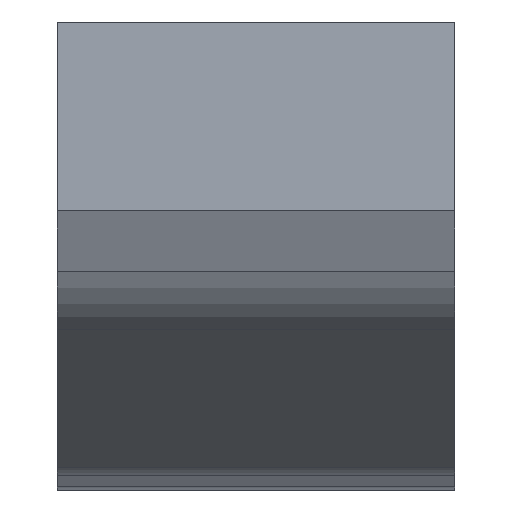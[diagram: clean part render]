
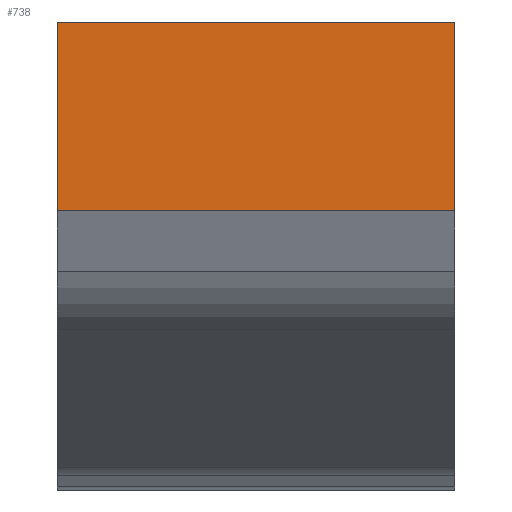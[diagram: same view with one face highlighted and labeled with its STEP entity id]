
A CAD part, front view. The second image highlights one B-rep face of the part: STEP entity #738.
In plain terms, the highlighted planar face has unit normal (0, -1, 0).
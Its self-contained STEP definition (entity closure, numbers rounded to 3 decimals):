
#227=CARTESIAN_POINT('',(8.7,422.113,-82.527));
#228=VERTEX_POINT('',#227);
#235=CARTESIAN_POINT('',(8.7,422.113,-90.791));
#236=VERTEX_POINT('',#235);
#237=CARTESIAN_POINT('',(8.7,422.113,-90.791));
#238=DIRECTION('',(-0.,-0.,1.));
#239=VECTOR('',#238,8.264);
#240=LINE('',#237,#239);
#241=EDGE_CURVE('',#236,#228,#240,.T.);
#421=CARTESIAN_POINT('',(-8.7,422.113,-90.791));
#422=VERTEX_POINT('',#421);
#429=CARTESIAN_POINT('',(-8.7,422.113,-82.527));
#430=VERTEX_POINT('',#429);
#431=CARTESIAN_POINT('',(-8.7,422.113,-90.791));
#432=DIRECTION('',(-0.,-0.,1.));
#433=VECTOR('',#432,8.264);
#434=LINE('',#431,#433);
#435=EDGE_CURVE('',#422,#430,#434,.T.);
#712=CARTESIAN_POINT('',(8.7,422.113,-82.527));
#713=DIRECTION('',(-1.,-0.,0.));
#714=VECTOR('',#713,17.4);
#715=LINE('',#712,#714);
#716=EDGE_CURVE('',#228,#430,#715,.T.);
#722=CARTESIAN_POINT('',(8.7,422.113,-86.659));
#723=DIRECTION('',(0.,-1.,0.));
#724=DIRECTION('',(0.,0.,-1.));
#725=AXIS2_PLACEMENT_3D('',#722,#723,#724);
#726=PLANE('',#725);
#727=ORIENTED_EDGE('',*,*,#716,.T.);
#728=ORIENTED_EDGE('',*,*,#435,.F.);
#729=CARTESIAN_POINT('',(8.7,422.113,-90.791));
#730=DIRECTION('',(-1.,-0.,0.));
#731=VECTOR('',#730,17.4);
#732=LINE('',#729,#731);
#733=EDGE_CURVE('',#236,#422,#732,.T.);
#734=ORIENTED_EDGE('',*,*,#733,.F.);
#735=ORIENTED_EDGE('',*,*,#241,.T.);
#736=EDGE_LOOP('',(#727,#728,#734,#735));
#737=FACE_BOUND('',#736,.T.);
#738=ADVANCED_FACE('',(#737),#726,.T.);
